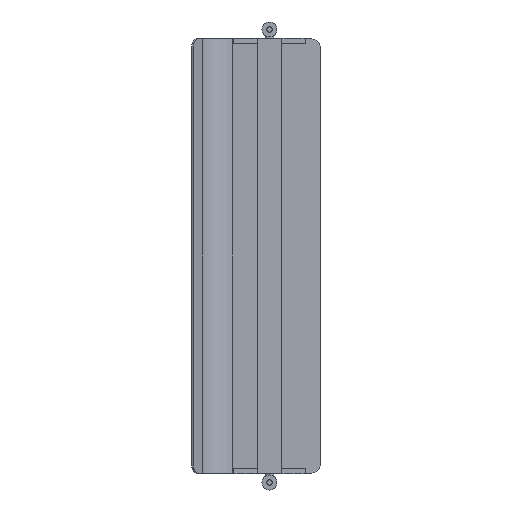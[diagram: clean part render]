
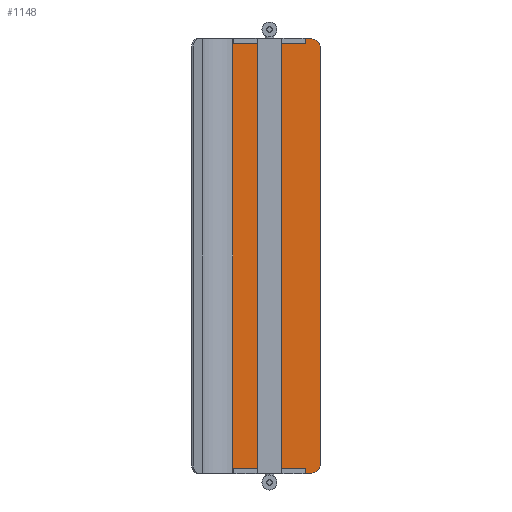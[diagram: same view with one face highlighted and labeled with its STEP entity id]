
A CAD part, front view. The second image highlights one B-rep face of the part: STEP entity #1148.
In plain terms, the highlighted planar face has unit normal (0, -1, 0).
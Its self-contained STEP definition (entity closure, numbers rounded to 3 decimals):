
#76=PLANE('',#1282);
#139=FACE_OUTER_BOUND('',#210,.T.);
#210=EDGE_LOOP('',(#1019,#1020,#1021,#1022,#1023,#1024));
#315=LINE('',#1987,#424);
#316=LINE('',#1991,#425);
#317=LINE('',#1993,#426);
#318=LINE('',#1994,#427);
#424=VECTOR('',#1594,10.);
#425=VECTOR('',#1597,10.);
#426=VECTOR('',#1598,10.);
#427=VECTOR('',#1599,10.);
#477=CIRCLE('',#1280,30.);
#479=CIRCLE('',#1283,30.);
#581=VERTEX_POINT('',#1977);
#582=VERTEX_POINT('',#1978);
#585=VERTEX_POINT('',#1986);
#586=VERTEX_POINT('',#1988);
#587=VERTEX_POINT('',#1990);
#588=VERTEX_POINT('',#1992);
#730=EDGE_CURVE('',#581,#582,#477,.T.);
#734=EDGE_CURVE('',#585,#581,#315,.T.);
#735=EDGE_CURVE('',#586,#585,#479,.T.);
#736=EDGE_CURVE('',#586,#587,#316,.T.);
#737=EDGE_CURVE('',#587,#588,#317,.T.);
#738=EDGE_CURVE('',#582,#588,#318,.T.);
#1019=ORIENTED_EDGE('',*,*,#730,.F.);
#1020=ORIENTED_EDGE('',*,*,#734,.F.);
#1021=ORIENTED_EDGE('',*,*,#735,.F.);
#1022=ORIENTED_EDGE('',*,*,#736,.T.);
#1023=ORIENTED_EDGE('',*,*,#737,.T.);
#1024=ORIENTED_EDGE('',*,*,#738,.F.);
#1148=ADVANCED_FACE('',(#139),#76,.T.);
#1280=AXIS2_PLACEMENT_3D('',#1979,#1586,#1587);
#1282=AXIS2_PLACEMENT_3D('',#1985,#1592,#1593);
#1283=AXIS2_PLACEMENT_3D('',#1989,#1595,#1596);
#1586=DIRECTION('center_axis',(0.,1.,0.));
#1587=DIRECTION('ref_axis',(0.707,0.,-0.707));
#1592=DIRECTION('center_axis',(0.,-1.,0.));
#1593=DIRECTION('ref_axis',(-1.,0.,0.));
#1594=DIRECTION('',(0.,0.,-1.));
#1595=DIRECTION('center_axis',(0.,1.,0.));
#1596=DIRECTION('ref_axis',(0.707,0.,0.707));
#1597=DIRECTION('',(-1.,0.,0.));
#1598=DIRECTION('',(0.,0.,-1.));
#1599=DIRECTION('',(-1.,0.,0.));
#1977=CARTESIAN_POINT('',(170.,444.,-693.5));
#1978=CARTESIAN_POINT('',(140.,444.,-723.5));
#1979=CARTESIAN_POINT('Origin',(140.,444.,-693.5));
#1985=CARTESIAN_POINT('Origin',(170.,444.,723.5));
#1986=CARTESIAN_POINT('',(170.,444.,693.5));
#1987=CARTESIAN_POINT('',(170.,444.,723.5));
#1988=CARTESIAN_POINT('',(140.,444.,723.5));
#1989=CARTESIAN_POINT('Origin',(140.,444.,693.5));
#1990=CARTESIAN_POINT('',(-123.,444.,723.5));
#1991=CARTESIAN_POINT('',(170.,444.,723.5));
#1992=CARTESIAN_POINT('',(-123.,444.,-723.5));
#1993=CARTESIAN_POINT('',(-123.,444.,723.5));
#1994=CARTESIAN_POINT('',(62.5,444.,-723.5));
